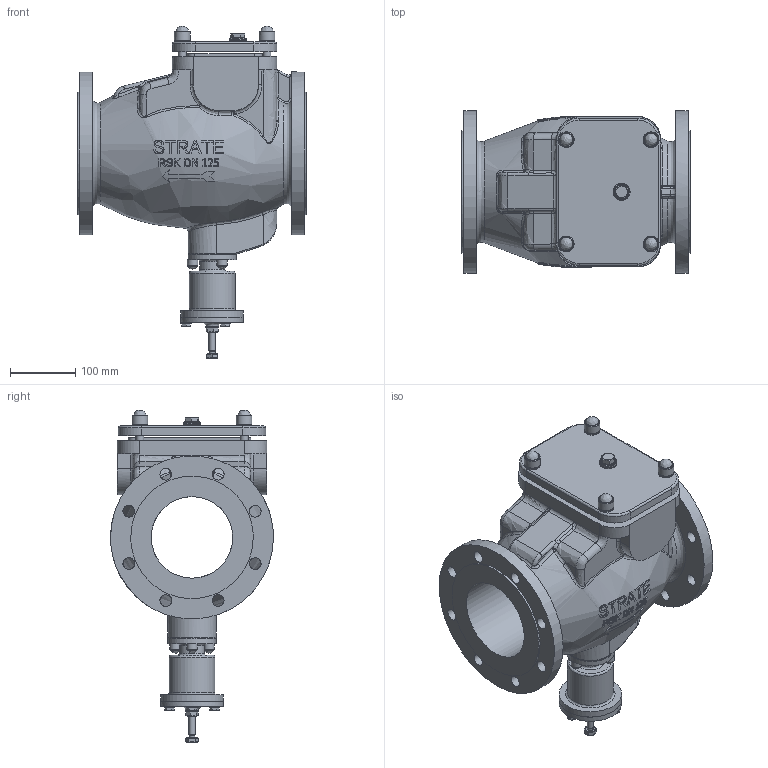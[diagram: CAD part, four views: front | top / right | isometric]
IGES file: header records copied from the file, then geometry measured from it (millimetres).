
Global section: file name: RSK DN 125 UD; native system: Autodesk Inventor 2018; preprocessor: unknown; author: A.Unrein; date: 20190604.132119; units: millimetre
Bounding box: 350 x 250 x 509.48 mm (x, y, z)
Volume: 11356881.3 mm3; surface area: 775902.5 mm2
Topology: 29 solids, 29 shells, 888 faces, 2243 edges, 1476 vertices
Faces by surface type: bspline 888
